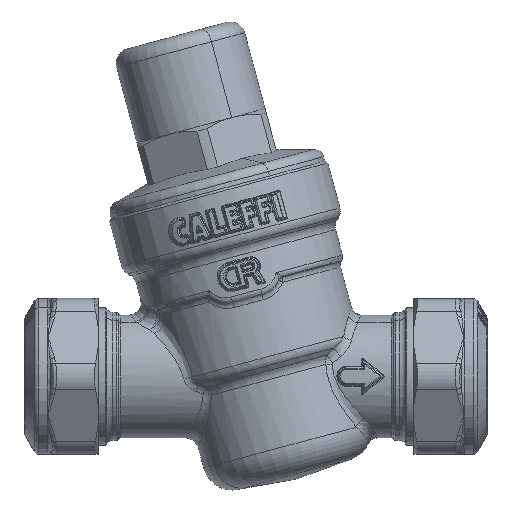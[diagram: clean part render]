
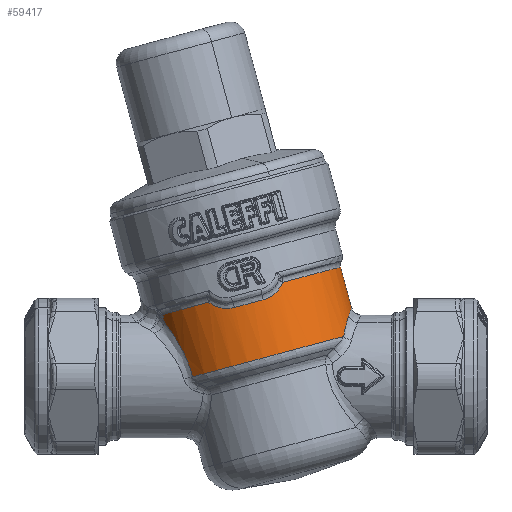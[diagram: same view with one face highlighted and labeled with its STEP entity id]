
A CAD part, top view. The second image highlights one B-rep face of the part: STEP entity #59417.
In plain terms, the highlighted cylindrical face has radius 20 mm (diameter 40 mm), a partial arc.
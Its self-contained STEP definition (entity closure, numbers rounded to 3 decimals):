
#56896=CARTESIAN_POINT('Vertex',(15.357,8.128,10.636)) ;
#57019=CARTESIAN_POINT('Vertex',(15.626,9.496,-9.589)) ;
#57406=CARTESIAN_POINT('Vertex',(-15.412,-0.117,13.323)) ;
#57512=CARTESIAN_POINT('Vertex',(-21.116,10.991,9.589)) ;
#58381=CARTESIAN_POINT('Vertex',(12.368,21.658,-9.589)) ;
#58396=CARTESIAN_POINT('Axis2P3D Location',(-2.543,9.49,0.)) ;
#58401=CARTESIAN_POINT('Line Origine',(-19.695,5.687,9.589)) ;
#58405=CARTESIAN_POINT('Vertex',(-21.54,12.573,9.589)) ;
#58483=CARTESIAN_POINT('Control Point',(-21.116,10.991,9.589)) ;
#58484=CARTESIAN_POINT('Control Point',(-20.779,10.539,9.97)) ;
#58485=CARTESIAN_POINT('Control Point',(-20.437,10.07,10.328)) ;
#58486=CARTESIAN_POINT('Control Point',(-20.092,9.584,10.663)) ;
#58487=CARTESIAN_POINT('Control Point',(-19.215,8.307,11.455)) ;
#58488=CARTESIAN_POINT('Control Point',(-18.353,6.924,12.099)) ;
#58489=CARTESIAN_POINT('Control Point',(-17.844,6.045,12.435)) ;
#58490=CARTESIAN_POINT('Control Point',(-16.953,4.352,12.948)) ;
#58491=CARTESIAN_POINT('Control Point',(-16.196,2.527,13.242)) ;
#58492=CARTESIAN_POINT('Control Point',(-15.885,1.664,13.326)) ;
#58493=CARTESIAN_POINT('Control Point',(-15.622,0.78,13.355)) ;
#58494=CARTESIAN_POINT('Control Point',(-15.412,-0.117,13.323)) ;
#58517=CARTESIAN_POINT('Line Origine',(14.213,14.772,-9.589)) ;
#58537=CARTESIAN_POINT('Axis2P3D Location',(-1.003,3.744,0.)) ;
#58592=CARTESIAN_POINT('Vertex',(16.367,12.234,6.32)) ;
#58596=CARTESIAN_POINT('Control Point',(16.367,12.234,6.32)) ;
#58597=CARTESIAN_POINT('Control Point',(16.175,11.625,7.347)) ;
#58598=CARTESIAN_POINT('Control Point',(15.961,10.898,8.303)) ;
#58599=CARTESIAN_POINT('Control Point',(15.738,10.064,9.176)) ;
#58600=CARTESIAN_POINT('Control Point',(15.528,9.137,9.956)) ;
#58601=CARTESIAN_POINT('Control Point',(15.357,8.128,10.636)) ;
#58684=CARTESIAN_POINT('Control Point',(15.626,9.496,-9.589)) ;
#58685=CARTESIAN_POINT('Control Point',(15.831,10.413,-8.792)) ;
#58686=CARTESIAN_POINT('Control Point',(16.054,11.237,-7.901)) ;
#58687=CARTESIAN_POINT('Control Point',(16.272,11.956,-6.922)) ;
#58688=CARTESIAN_POINT('Control Point',(16.652,13.129,-4.856)) ;
#58689=CARTESIAN_POINT('Control Point',(16.89,13.794,-2.567)) ;
#58690=CARTESIAN_POINT('Control Point',(16.96,13.985,-1.409)) ;
#58691=CARTESIAN_POINT('Control Point',(16.996,14.085,0.917)) ;
#58692=CARTESIAN_POINT('Control Point',(16.835,13.639,3.198)) ;
#58693=CARTESIAN_POINT('Control Point',(16.71,13.287,4.295)) ;
#58694=CARTESIAN_POINT('Control Point',(16.549,12.814,5.34)) ;
#58695=CARTESIAN_POINT('Control Point',(16.367,12.234,6.32)) ;
#59330=CARTESIAN_POINT('Vertex',(2.944,19.133,18.418)) ;
#59333=CARTESIAN_POINT('Axis2P3D Location',(-4.586,17.115,0.)) ;
#59373=CARTESIAN_POINT('Axis2P3D Location',(-4.586,17.115,0.)) ;
#59377=CARTESIAN_POINT('Vertex',(-12.116,15.098,18.418)) ;
#59381=CARTESIAN_POINT('Control Point',(2.944,19.133,18.418)) ;
#59382=CARTESIAN_POINT('Control Point',(2.437,17.816,18.77)) ;
#59383=CARTESIAN_POINT('Control Point',(1.54,16.711,19.203)) ;
#59384=CARTESIAN_POINT('Control Point',(0.317,15.93,19.556)) ;
#59385=CARTESIAN_POINT('Control Point',(-1.051,15.568,19.772)) ;
#59386=CARTESIAN_POINT('Vertex',(-1.051,15.568,19.772)) ;
#59390=CARTESIAN_POINT('Control Point',(-6.874,14.008,19.772)) ;
#59391=CARTESIAN_POINT('Control Point',(-4.949,14.53,20.076)) ;
#59392=CARTESIAN_POINT('Control Point',(-2.979,15.058,20.076)) ;
#59393=CARTESIAN_POINT('Control Point',(-1.051,15.568,19.772)) ;
#59394=CARTESIAN_POINT('Vertex',(-6.874,14.008,19.772)) ;
#59398=CARTESIAN_POINT('Control Point',(-12.116,15.098,18.418)) ;
#59399=CARTESIAN_POINT('Control Point',(-11.019,14.211,18.77)) ;
#59400=CARTESIAN_POINT('Control Point',(-9.689,13.702,19.203)) ;
#59401=CARTESIAN_POINT('Control Point',(-8.24,13.638,19.556)) ;
#59402=CARTESIAN_POINT('Control Point',(-6.874,14.008,19.772)) ;
#58403=VECTOR('Line Direction',#58402,1.) ;
#58519=VECTOR('Line Direction',#58518,1.) ;
#58397=DIRECTION('Axis2P3D Direction',(-0.259,0.966,0.)) ;
#58398=DIRECTION('Axis2P3D XDirection',(0.848,0.227,-0.479)) ;
#58402=DIRECTION('Vector Direction',(-0.259,0.966,0.)) ;
#58518=DIRECTION('Vector Direction',(-0.259,0.966,0.)) ;
#58538=DIRECTION('Axis2P3D Direction',(0.259,-0.966,0.)) ;
#59334=DIRECTION('Axis2P3D Direction',(-0.259,0.966,0.)) ;
#59374=DIRECTION('Axis2P3D Direction',(-0.259,0.966,0.)) ;
#58399=AXIS2_PLACEMENT_3D('Cylinder Axis2P3D',#58396,#58397,#58398) ;
#58539=AXIS2_PLACEMENT_3D('Circle Axis2P3D',#58537,#58538,$) ;
#59335=AXIS2_PLACEMENT_3D('Circle Axis2P3D',#59333,#59334,$) ;
#59375=AXIS2_PLACEMENT_3D('Circle Axis2P3D',#59373,#59374,$) ;
#58404=LINE('Line',#58401,#58403) ;
#58520=LINE('Line',#58517,#58519) ;
#58540=CIRCLE('generated circle',#58539,20.) ;
#59336=CIRCLE('generated circle',#59335,20.) ;
#59376=CIRCLE('generated circle',#59375,20.) ;
#58400=CYLINDRICAL_SURFACE('generated cylinder',#58399,20.) ;
#58407=EDGE_CURVE('',#57513,#58406,#58404,.T.) ;
#58495=EDGE_CURVE('',#57407,#57513,#58482,.F.) ;
#58521=EDGE_CURVE('',#57020,#58382,#58520,.T.) ;
#58541=EDGE_CURVE('',#57407,#56897,#58540,.F.) ;
#58602=EDGE_CURVE('',#56897,#58593,#58595,.F.) ;
#58696=EDGE_CURVE('',#58593,#57020,#58683,.F.) ;
#59337=EDGE_CURVE('',#58382,#59331,#59336,.F.) ;
#59379=EDGE_CURVE('',#59378,#58406,#59376,.F.) ;
#59388=EDGE_CURVE('',#59331,#59387,#59380,.T.) ;
#59396=EDGE_CURVE('',#59387,#59395,#59389,.F.) ;
#59403=EDGE_CURVE('',#59395,#59378,#59397,.F.) ;
#59405=ORIENTED_EDGE('',*,*,#59379,.T.) ;
#59406=ORIENTED_EDGE('',*,*,#58407,.F.) ;
#59407=ORIENTED_EDGE('',*,*,#58495,.F.) ;
#59408=ORIENTED_EDGE('',*,*,#58541,.T.) ;
#59409=ORIENTED_EDGE('',*,*,#58602,.T.) ;
#59410=ORIENTED_EDGE('',*,*,#58696,.T.) ;
#59411=ORIENTED_EDGE('',*,*,#58521,.T.) ;
#59412=ORIENTED_EDGE('',*,*,#59337,.T.) ;
#59413=ORIENTED_EDGE('',*,*,#59388,.T.) ;
#59414=ORIENTED_EDGE('',*,*,#59396,.T.) ;
#59415=ORIENTED_EDGE('',*,*,#59403,.T.) ;
#59404=EDGE_LOOP('',(#59405,#59406,#59407,#59408,#59409,#59410,#59411,#59412,#59413,#59414,#59415)) ;
#56897=VERTEX_POINT('',#56896) ;
#57020=VERTEX_POINT('',#57019) ;
#57407=VERTEX_POINT('',#57406) ;
#57513=VERTEX_POINT('',#57512) ;
#58382=VERTEX_POINT('',#58381) ;
#58406=VERTEX_POINT('',#58405) ;
#58593=VERTEX_POINT('',#58592) ;
#59331=VERTEX_POINT('',#59330) ;
#59378=VERTEX_POINT('',#59377) ;
#59387=VERTEX_POINT('',#59386) ;
#59395=VERTEX_POINT('',#59394) ;
#59417=ADVANCED_FACE('PartBody',(#59416),#58400,.T.) ;
#58482=B_SPLINE_CURVE_WITH_KNOTS('',5,(#58483,#58484,#58485,#58486,#58487,#58488,#58489,#58490,#58491,#58492,#58493,#58494),.UNSPECIFIED.,.F.,.U.,(6,3,3,6),(6.543,11.174,18.33,24.356),.UNSPECIFIED.) ;
#58595=B_SPLINE_CURVE_WITH_KNOTS('',5,(#58596,#58597,#58598,#58599,#58600,#58601),.UNSPECIFIED.,.F.,.U.,(6,6),(0.,8.283),.UNSPECIFIED.) ;
#58683=B_SPLINE_CURVE_WITH_KNOTS('',5,(#58684,#58685,#58686,#58687,#58688,#58689,#58690,#58691,#58692,#58693,#58694,#58695),.UNSPECIFIED.,.F.,.U.,(6,3,3,6),(0.,8.353,16.373,24.274),.UNSPECIFIED.) ;
#59380=B_SPLINE_CURVE_WITH_KNOTS('',4,(#59381,#59382,#59383,#59384,#59385),.UNSPECIFIED.,.F.,.U.,(5,5),(5.03,14.707),.UNSPECIFIED.) ;
#59389=B_SPLINE_CURVE_WITH_KNOTS('',3,(#59390,#59391,#59392,#59393),.UNSPECIFIED.,.F.,.U.,(4,4),(14.024,24.674),.UNSPECIFIED.) ;
#59397=B_SPLINE_CURVE_WITH_KNOTS('',4,(#59398,#59399,#59400,#59401,#59402),.UNSPECIFIED.,.F.,.U.,(5,5),(5.012,14.687),.UNSPECIFIED.) ;
#59416=FACE_OUTER_BOUND('',#59404,.T.) ;
